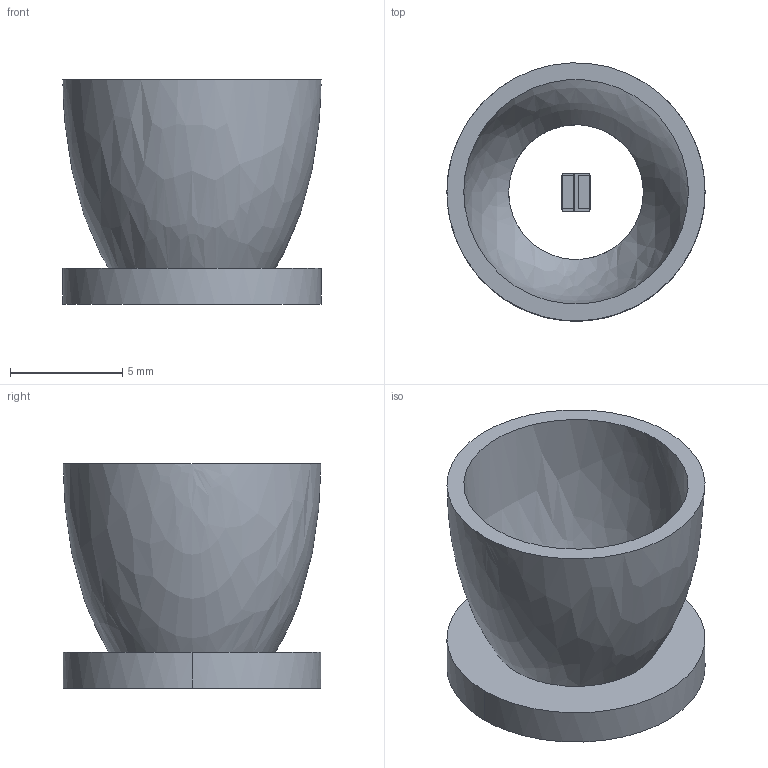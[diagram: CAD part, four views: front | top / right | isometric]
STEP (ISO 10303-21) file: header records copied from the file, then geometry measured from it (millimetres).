
FILE_DESCRIPTION(/* description */ (''),/* implementation_level */ '2;1');
FILE_NAME(/* name */ 'LXZ1-PR01 with reflector',/* time_stamp */ '2022-06-24T09:06:44+02:00',/* author */ (''),/* organization */ (''),/* preprocessor_version */ 'ST-DEVELOPER v16.5',/* originating_system */ '',/* authorisation */ '');
FILE_SCHEMA (('CONFIG_CONTROL_DESIGN'));
Length unit declared in the file: millimetre
Products named in the file (1): Document
Bounding box: 11.5 x 11.49 x 10 mm (x, y, z)
Volume: 319.9 mm3; surface area: 789.1 mm2
Topology: 5 solids, 5 shells, 47 faces, 109 edges, 69 vertices
Faces by surface type: plane 41, cylinder 4, bspline 2
Entity records: 1346 total; most frequent: CARTESIAN_POINT 487, ORIENTED_EDGE 210, EDGE_CURVE 105, B_SPLINE_CURVE_WITH_KNOTS 89, VERTEX_POINT 69, EDGE_LOOP 52, DIRECTION 49, ADVANCED_FACE 47
